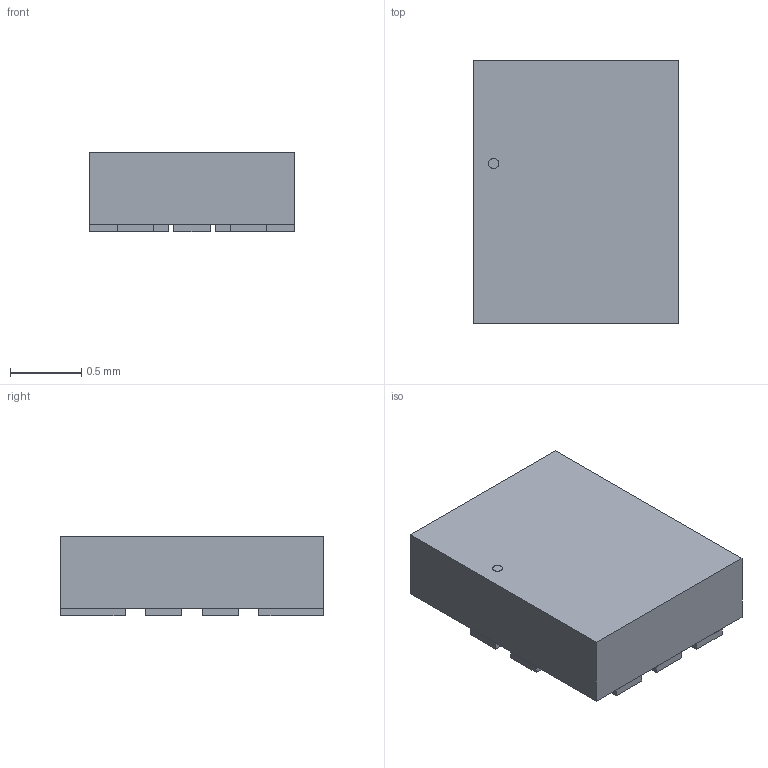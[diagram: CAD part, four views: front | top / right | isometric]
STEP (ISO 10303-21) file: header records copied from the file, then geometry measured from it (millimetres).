
FILE_DESCRIPTION (( 'STEP AP214' ), '1' );
FILE_NAME ('TMUX121NKGR.STEP', '2024-05-02T08:34:03', ( '' ), ( '' ), 'SwSTEP 2.0', 'SolidWorks 2016', '' );
FILE_SCHEMA (( 'AUTOMOTIVE_DESIGN' ));
Length unit declared in the file: millimetre
Products named in the file (1): TMUX121NKGR
Bounding box: 1.45 x 1.85 x 0.56 mm (x, y, z)
Surface area: 12 mm2 (no closed solid volume)
Topology: 0 solids, 12 shells, 68 faces, 138 edges, 92 vertices
Faces by surface type: plane 66, cylinder 2
Entity records: 1857 total; most frequent: CARTESIAN_POINT 299, DIRECTION 280, ORIENTED_EDGE 272, EDGE_CURVE 138, VECTOR 134, LINE 134, VERTEX_POINT 92, AXIS2_PLACEMENT_3D 73
